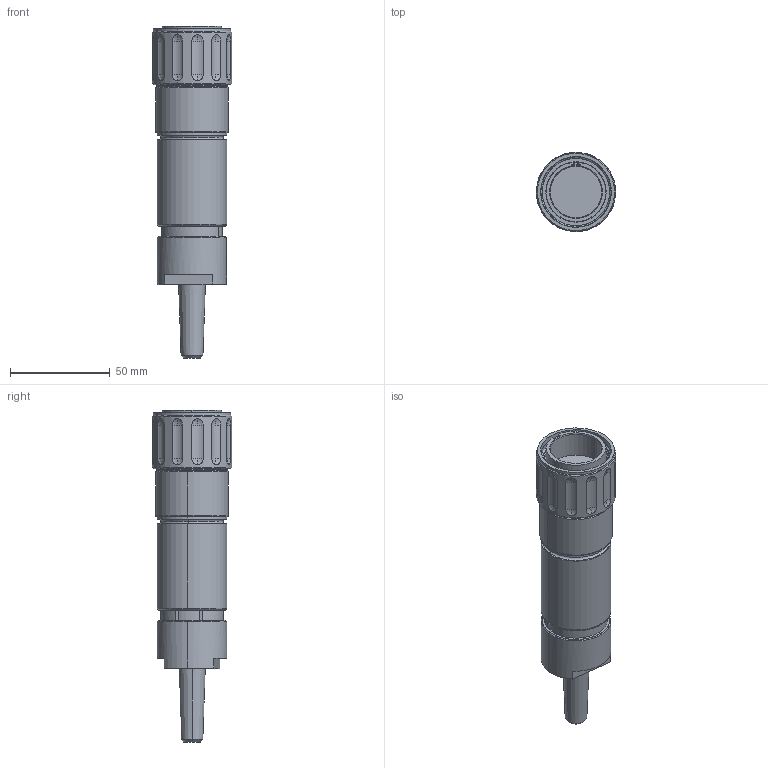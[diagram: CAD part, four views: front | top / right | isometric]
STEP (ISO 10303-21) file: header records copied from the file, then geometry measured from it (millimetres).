
FILE_DESCRIPTION (( 'STEP AP203' ), '1' );
FILE_NAME ('Size 21 Threaded Body.STEP', '2019-03-29T16:51:57', ( '' ), ( '' ), 'SwSTEP 2.0', 'SolidWorks 2019', '' );
FILE_SCHEMA (( 'CONFIG_CONTROL_DESIGN' ));
Length unit declared in the file: inch
Products named in the file (1): Size 21 Threaded Body
Bounding box: 39.7 x 39.7 x 166.43 mm (x, y, z)
Volume: 124353.3 mm3; surface area: 23306 mm2
Topology: 1 solids, 1 shells, 167 faces, 401 edges, 259 vertices
Faces by surface type: cylinder 55, sphere 48, plane 31, cone 19, torus 10, bspline 4
Entity records: 6583 total; most frequent: CARTESIAN_POINT 2613, DIRECTION 847, ORIENTED_EDGE 802, EDGE_CURVE 401, AXIS2_PLACEMENT_3D 362, VERTEX_POINT 259, CIRCLE 198, EDGE_LOOP 190
